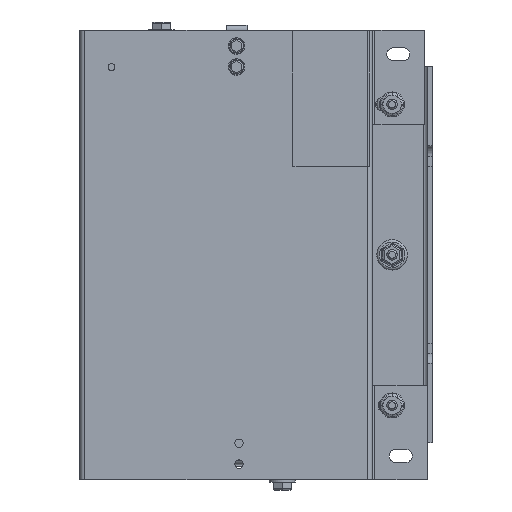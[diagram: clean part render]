
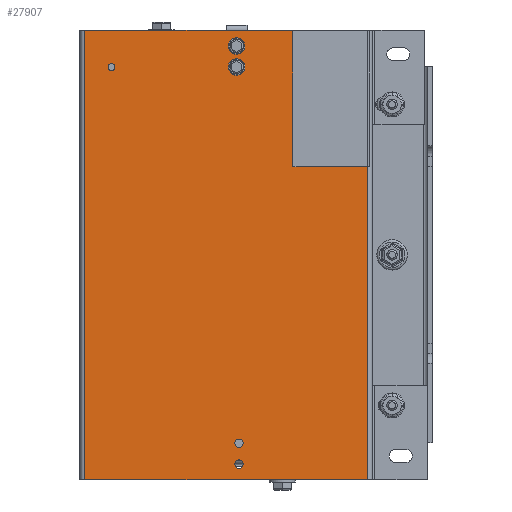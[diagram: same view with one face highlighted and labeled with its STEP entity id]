
A CAD part, left-side view. The second image highlights one B-rep face of the part: STEP entity #27907.
In plain terms, the highlighted face is planar.
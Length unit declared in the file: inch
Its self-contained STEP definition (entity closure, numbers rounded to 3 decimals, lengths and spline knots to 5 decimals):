
#1505=FACE_BOUND('',#4326,.T.);
#1506=FACE_BOUND('',#4327,.T.);
#1507=FACE_BOUND('',#4328,.T.);
#1508=FACE_BOUND('',#4329,.T.);
#1509=FACE_BOUND('',#4330,.T.);
#1865=PLANE('',#30631);
#2813=FACE_OUTER_BOUND('',#4325,.T.);
#4325=EDGE_LOOP('',(#19135,#19136,#19137,#19138));
#4326=EDGE_LOOP('',(#19139));
#4327=EDGE_LOOP('',(#19140));
#4328=EDGE_LOOP('',(#19141));
#4329=EDGE_LOOP('',(#19142));
#4330=EDGE_LOOP('',(#19143));
#6180=LINE('',#40898,#8837);
#6183=LINE('',#40912,#8840);
#6184=LINE('',#40915,#8841);
#6185=LINE('',#40916,#8842);
#8837=VECTOR('',#33466,6.764);
#8840=VECTOR('',#33483,10.75);
#8841=VECTOR('',#33486,6.764);
#8842=VECTOR('',#33487,10.75);
#11293=CIRCLE('',#30463,0.1);
#11295=CIRCLE('',#30466,0.1);
#11297=CIRCLE('',#30469,0.1);
#11299=CIRCLE('',#30472,0.1);
#11301=CIRCLE('',#30475,0.082);
#12198=VERTEX_POINT('',#40423);
#12200=VERTEX_POINT('',#40429);
#12202=VERTEX_POINT('',#40435);
#12204=VERTEX_POINT('',#40441);
#12206=VERTEX_POINT('',#40447);
#12339=VERTEX_POINT('',#40895);
#12340=VERTEX_POINT('',#40897);
#12344=VERTEX_POINT('',#40910);
#12345=VERTEX_POINT('',#40914);
#14726=EDGE_CURVE('',#12198,#12198,#11293,.T.);
#14729=EDGE_CURVE('',#12200,#12200,#11295,.T.);
#14732=EDGE_CURVE('',#12202,#12202,#11297,.T.);
#14735=EDGE_CURVE('',#12204,#12204,#11299,.T.);
#14738=EDGE_CURVE('',#12206,#12206,#11301,.T.);
#14962=EDGE_CURVE('',#12339,#12340,#6180,.T.);
#14970=EDGE_CURVE('',#12339,#12344,#6183,.T.);
#14971=EDGE_CURVE('',#12345,#12344,#6184,.T.);
#14972=EDGE_CURVE('',#12345,#12340,#6185,.T.);
#19135=ORIENTED_EDGE('',*,*,#14970,.T.);
#19136=ORIENTED_EDGE('',*,*,#14971,.F.);
#19137=ORIENTED_EDGE('',*,*,#14972,.T.);
#19138=ORIENTED_EDGE('',*,*,#14962,.F.);
#19139=ORIENTED_EDGE('',*,*,#14726,.T.);
#19140=ORIENTED_EDGE('',*,*,#14729,.T.);
#19141=ORIENTED_EDGE('',*,*,#14732,.T.);
#19142=ORIENTED_EDGE('',*,*,#14735,.T.);
#19143=ORIENTED_EDGE('',*,*,#14738,.T.);
#27907=ADVANCED_FACE('',(#2813,#1505,#1506,#1507,#1508,#1509),#1865,.F.);
#30463=AXIS2_PLACEMENT_3D('',#40425,#32974,#32975);
#30466=AXIS2_PLACEMENT_3D('',#40431,#32981,#32982);
#30469=AXIS2_PLACEMENT_3D('',#40437,#32988,#32989);
#30472=AXIS2_PLACEMENT_3D('',#40443,#32995,#32996);
#30475=AXIS2_PLACEMENT_3D('',#40449,#33002,#33003);
#30631=AXIS2_PLACEMENT_3D('',#40913,#33484,#33485);
#32974=DIRECTION('center_axis',(0.,0.,1.));
#32975=DIRECTION('ref_axis',(-1.,0.,0.));
#32981=DIRECTION('center_axis',(0.,0.,1.));
#32982=DIRECTION('ref_axis',(-1.,0.,0.));
#32988=DIRECTION('center_axis',(0.,0.,1.));
#32989=DIRECTION('ref_axis',(-1.,0.,0.));
#32995=DIRECTION('center_axis',(0.,0.,1.));
#32996=DIRECTION('ref_axis',(-1.,0.,0.));
#33002=DIRECTION('center_axis',(0.,0.,1.));
#33003=DIRECTION('ref_axis',(-1.,0.,0.));
#33466=DIRECTION('',(0.,1.,0.));
#33483=DIRECTION('',(-1.,0.,0.));
#33484=DIRECTION('center_axis',(0.,0.,1.));
#33485=DIRECTION('ref_axis',(1.,0.,0.));
#33486=DIRECTION('',(0.,-1.,0.));
#33487=DIRECTION('',(1.,0.,0.));
#40423=CARTESIAN_POINT('',(8.90612,-2.67427,0.));
#40425=CARTESIAN_POINT('Origin',(8.80612,-2.67427,0.));
#40429=CARTESIAN_POINT('',(8.40612,-2.67427,0.));
#40431=CARTESIAN_POINT('Origin',(8.30612,-2.67427,0.));
#40435=CARTESIAN_POINT('',(-0.59388,-2.61527,0.));
#40437=CARTESIAN_POINT('Origin',(-0.69388,-2.61527,0.));
#40441=CARTESIAN_POINT('',(-1.09388,-2.61527,0.));
#40443=CARTESIAN_POINT('Origin',(-1.19388,-2.61527,0.));
#40447=CARTESIAN_POINT('',(-0.60688,0.37473,0.));
#40449=CARTESIAN_POINT('Origin',(-0.68888,0.37473,0.));
#40895=CARTESIAN_POINT('',(9.18112,-5.74727,0.));
#40897=CARTESIAN_POINT('',(9.18112,1.01673,0.));
#40898=CARTESIAN_POINT('',(9.18112,-5.74727,0.));
#40910=CARTESIAN_POINT('',(-1.56888,-5.74727,0.));
#40912=CARTESIAN_POINT('',(9.18112,-5.74727,0.));
#40913=CARTESIAN_POINT('Origin',(3.80612,-2.36527,0.));
#40914=CARTESIAN_POINT('',(-1.56888,1.01673,0.));
#40915=CARTESIAN_POINT('',(-1.56888,1.01673,0.));
#40916=CARTESIAN_POINT('',(-1.56888,1.01673,0.));
